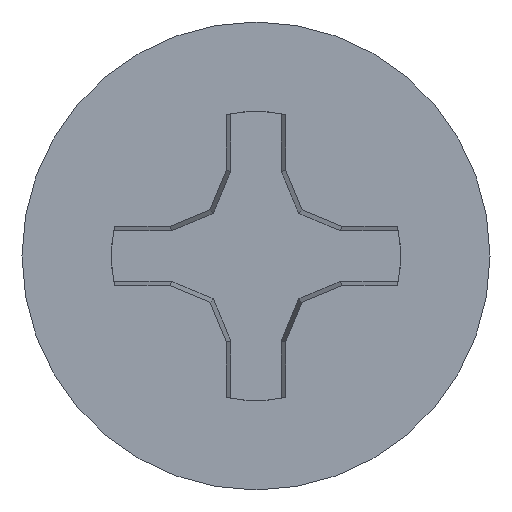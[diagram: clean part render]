
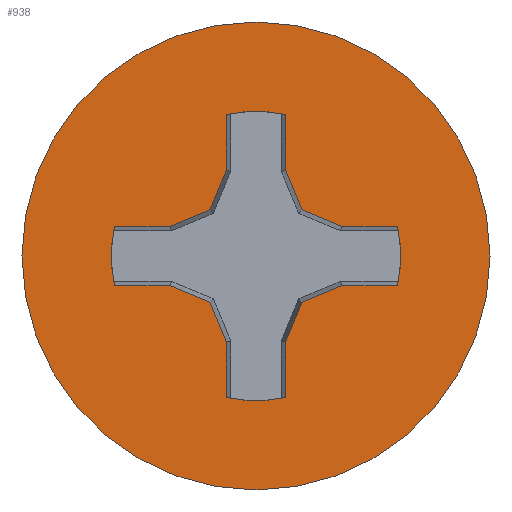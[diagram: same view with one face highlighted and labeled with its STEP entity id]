
A CAD part, top view. The second image highlights one B-rep face of the part: STEP entity #938.
In plain terms, the highlighted planar face has unit normal (0, 0, 1).
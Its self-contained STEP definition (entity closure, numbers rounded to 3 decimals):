
#17=FACE_BOUND('',#157,.T.);
#18=PLANE('',#1021);
#105=FACE_OUTER_BOUND('',#156,.T.);
#156=EDGE_LOOP('',(#714));
#157=EDGE_LOOP('',(#715,#716,#717,#718,#719,#720,#721,#722,#723,#724,#725,
#726,#727,#728,#729,#730,#731,#732,#733,#734));
#186=CIRCLE('',#1007,0.927);
#188=CIRCLE('',#1012,0.927);
#190=CIRCLE('',#1017,0.927);
#191=CIRCLE('',#1020,1.5);
#192=CIRCLE('',#1022,0.927);
#242=LINE('',#2627,#310);
#243=LINE('',#2629,#311);
#244=LINE('',#2631,#312);
#245=LINE('',#2632,#313);
#246=LINE('',#2634,#314);
#247=LINE('',#2636,#315);
#248=LINE('',#2638,#316);
#249=LINE('',#2639,#317);
#250=LINE('',#2641,#318);
#251=LINE('',#2643,#319);
#252=LINE('',#2645,#320);
#253=LINE('',#2647,#321);
#254=LINE('',#2651,#322);
#255=LINE('',#2653,#323);
#256=LINE('',#2655,#324);
#257=LINE('',#2656,#325);
#310=VECTOR('',#1166,1000.);
#311=VECTOR('',#1167,1000.);
#312=VECTOR('',#1168,1000.);
#313=VECTOR('',#1169,1000.);
#314=VECTOR('',#1170,1000.);
#315=VECTOR('',#1171,1000.);
#316=VECTOR('',#1172,1000.);
#317=VECTOR('',#1173,1000.);
#318=VECTOR('',#1174,1000.);
#319=VECTOR('',#1175,1000.);
#320=VECTOR('',#1176,1000.);
#321=VECTOR('',#1177,1000.);
#322=VECTOR('',#1180,1000.);
#323=VECTOR('',#1181,1000.);
#324=VECTOR('',#1182,1000.);
#325=VECTOR('',#1183,1000.);
#410=VERTEX_POINT('',#2541);
#411=VERTEX_POINT('',#2543);
#414=VERTEX_POINT('',#2550);
#415=VERTEX_POINT('',#2552);
#418=VERTEX_POINT('',#2559);
#419=VERTEX_POINT('',#2561);
#420=VERTEX_POINT('',#2565);
#422=VERTEX_POINT('',#2626);
#423=VERTEX_POINT('',#2628);
#424=VERTEX_POINT('',#2630);
#425=VERTEX_POINT('',#2633);
#426=VERTEX_POINT('',#2635);
#427=VERTEX_POINT('',#2637);
#428=VERTEX_POINT('',#2640);
#429=VERTEX_POINT('',#2642);
#430=VERTEX_POINT('',#2644);
#431=VERTEX_POINT('',#2646);
#432=VERTEX_POINT('',#2648);
#433=VERTEX_POINT('',#2650);
#434=VERTEX_POINT('',#2652);
#435=VERTEX_POINT('',#2654);
#529=EDGE_CURVE('',#410,#411,#186,.T.);
#533=EDGE_CURVE('',#414,#415,#188,.T.);
#537=EDGE_CURVE('',#418,#419,#190,.T.);
#539=EDGE_CURVE('',#420,#420,#191,.T.);
#544=EDGE_CURVE('',#418,#422,#242,.T.);
#545=EDGE_CURVE('',#422,#423,#243,.T.);
#546=EDGE_CURVE('',#423,#424,#244,.T.);
#547=EDGE_CURVE('',#415,#424,#245,.T.);
#548=EDGE_CURVE('',#414,#425,#246,.T.);
#549=EDGE_CURVE('',#425,#426,#247,.T.);
#550=EDGE_CURVE('',#426,#427,#248,.T.);
#551=EDGE_CURVE('',#411,#427,#249,.T.);
#552=EDGE_CURVE('',#410,#428,#250,.T.);
#553=EDGE_CURVE('',#428,#429,#251,.T.);
#554=EDGE_CURVE('',#429,#430,#252,.T.);
#555=EDGE_CURVE('',#431,#430,#253,.T.);
#556=EDGE_CURVE('',#431,#432,#192,.T.);
#557=EDGE_CURVE('',#432,#433,#254,.T.);
#558=EDGE_CURVE('',#433,#434,#255,.T.);
#559=EDGE_CURVE('',#434,#435,#256,.T.);
#560=EDGE_CURVE('',#419,#435,#257,.T.);
#714=ORIENTED_EDGE('',*,*,#539,.T.);
#715=ORIENTED_EDGE('',*,*,#537,.F.);
#716=ORIENTED_EDGE('',*,*,#544,.T.);
#717=ORIENTED_EDGE('',*,*,#545,.T.);
#718=ORIENTED_EDGE('',*,*,#546,.T.);
#719=ORIENTED_EDGE('',*,*,#547,.F.);
#720=ORIENTED_EDGE('',*,*,#533,.F.);
#721=ORIENTED_EDGE('',*,*,#548,.T.);
#722=ORIENTED_EDGE('',*,*,#549,.T.);
#723=ORIENTED_EDGE('',*,*,#550,.T.);
#724=ORIENTED_EDGE('',*,*,#551,.F.);
#725=ORIENTED_EDGE('',*,*,#529,.F.);
#726=ORIENTED_EDGE('',*,*,#552,.T.);
#727=ORIENTED_EDGE('',*,*,#553,.T.);
#728=ORIENTED_EDGE('',*,*,#554,.T.);
#729=ORIENTED_EDGE('',*,*,#555,.F.);
#730=ORIENTED_EDGE('',*,*,#556,.T.);
#731=ORIENTED_EDGE('',*,*,#557,.T.);
#732=ORIENTED_EDGE('',*,*,#558,.T.);
#733=ORIENTED_EDGE('',*,*,#559,.T.);
#734=ORIENTED_EDGE('',*,*,#560,.F.);
#938=ADVANCED_FACE('',(#105,#17),#18,.F.);
#1007=AXIS2_PLACEMENT_3D('',#2544,#1135,#1136);
#1012=AXIS2_PLACEMENT_3D('',#2553,#1145,#1146);
#1017=AXIS2_PLACEMENT_3D('',#2562,#1155,#1156);
#1020=AXIS2_PLACEMENT_3D('',#2566,#1161,#1162);
#1021=AXIS2_PLACEMENT_3D('',#2625,#1164,#1165);
#1022=AXIS2_PLACEMENT_3D('',#2649,#1178,#1179);
#1135=DIRECTION('center_axis',(0.,0.,1.));
#1136=DIRECTION('ref_axis',(-1.,0.,0.));
#1145=DIRECTION('center_axis',(0.,0.,1.));
#1146=DIRECTION('ref_axis',(0.,-1.,0.));
#1155=DIRECTION('center_axis',(0.,0.,1.));
#1156=DIRECTION('ref_axis',(1.,0.,0.));
#1161=DIRECTION('center_axis',(0.,0.,1.));
#1162=DIRECTION('ref_axis',(0.,-1.,0.));
#1164=DIRECTION('center_axis',(0.,0.,-1.));
#1165=DIRECTION('ref_axis',(0.,1.,0.));
#1166=DIRECTION('',(-1.,0.,0.));
#1167=DIRECTION('',(-0.924,-0.383,0.));
#1168=DIRECTION('',(-0.383,-0.924,0.));
#1169=DIRECTION('',(0.,1.,0.));
#1170=DIRECTION('',(0.,1.,0.));
#1171=DIRECTION('',(-0.383,0.924,0.));
#1172=DIRECTION('',(-0.924,0.383,0.));
#1173=DIRECTION('',(1.,0.,0.));
#1174=DIRECTION('',(1.,0.,0.));
#1175=DIRECTION('',(0.924,0.383,0.));
#1176=DIRECTION('',(0.383,0.924,0.));
#1177=DIRECTION('',(0.,-1.,0.));
#1178=DIRECTION('center_axis',(0.,0.,-1.));
#1179=DIRECTION('ref_axis',(1.,0.,0.));
#1180=DIRECTION('',(0.,-1.,0.));
#1181=DIRECTION('',(0.383,-0.924,0.));
#1182=DIRECTION('',(0.924,-0.383,0.));
#1183=DIRECTION('',(-1.,0.,0.));
#2541=CARTESIAN_POINT('',(-0.907,0.191,0.96));
#2543=CARTESIAN_POINT('',(-0.907,-0.191,0.96));
#2544=CARTESIAN_POINT('Origin',(0.,0.,0.96));
#2550=CARTESIAN_POINT('',(-0.191,-0.907,0.96));
#2552=CARTESIAN_POINT('',(0.19,-0.907,0.96));
#2553=CARTESIAN_POINT('Origin',(0.,0.,
0.96));
#2559=CARTESIAN_POINT('',(0.907,-0.191,0.96));
#2561=CARTESIAN_POINT('',(0.907,0.191,0.96));
#2562=CARTESIAN_POINT('Origin',(0.,0.,0.96));
#2565=CARTESIAN_POINT('',(0.,1.5,0.96));
#2566=CARTESIAN_POINT('Origin',(0.,0.,0.96));
#2625=CARTESIAN_POINT('Origin',(0.,0.,0.96));
#2626=CARTESIAN_POINT('',(0.549,-0.191,0.96));
#2627=CARTESIAN_POINT('',(0.,-0.191,0.96));
#2628=CARTESIAN_POINT('',(0.295,-0.295,0.96));
#2629=CARTESIAN_POINT('',(0.148,-0.357,0.96));
#2630=CARTESIAN_POINT('',(0.19,-0.549,0.96));
#2631=CARTESIAN_POINT('',(0.357,-0.148,0.96));
#2632=CARTESIAN_POINT('',(0.191,0.,0.96));
#2633=CARTESIAN_POINT('',(-0.191,-0.549,0.96));
#2634=CARTESIAN_POINT('',(-0.191,0.,0.96));
#2635=CARTESIAN_POINT('',(-0.295,-0.295,0.96));
#2636=CARTESIAN_POINT('',(-0.357,-0.148,0.96));
#2637=CARTESIAN_POINT('',(-0.549,-0.191,0.96));
#2638=CARTESIAN_POINT('',(-0.148,-0.357,0.96));
#2639=CARTESIAN_POINT('',(0.,-0.191,0.96));
#2640=CARTESIAN_POINT('',(-0.549,0.191,0.96));
#2641=CARTESIAN_POINT('',(0.,0.191,0.96));
#2642=CARTESIAN_POINT('',(-0.295,0.295,0.96));
#2643=CARTESIAN_POINT('',(-0.148,0.357,0.96));
#2644=CARTESIAN_POINT('',(-0.19,0.549,0.96));
#2645=CARTESIAN_POINT('',(-0.357,0.148,0.96));
#2646=CARTESIAN_POINT('',(-0.19,0.907,0.96));
#2647=CARTESIAN_POINT('',(-0.191,0.,0.96));
#2648=CARTESIAN_POINT('',(0.191,0.907,0.96));
#2649=CARTESIAN_POINT('Origin',(0.,0.,0.96));
#2650=CARTESIAN_POINT('',(0.191,0.549,0.96));
#2651=CARTESIAN_POINT('',(0.191,0.,0.96));
#2652=CARTESIAN_POINT('',(0.295,0.295,0.96));
#2653=CARTESIAN_POINT('',(0.357,0.148,0.96));
#2654=CARTESIAN_POINT('',(0.549,0.191,0.96));
#2655=CARTESIAN_POINT('',(0.148,0.357,0.96));
#2656=CARTESIAN_POINT('',(0.,0.191,0.96));
